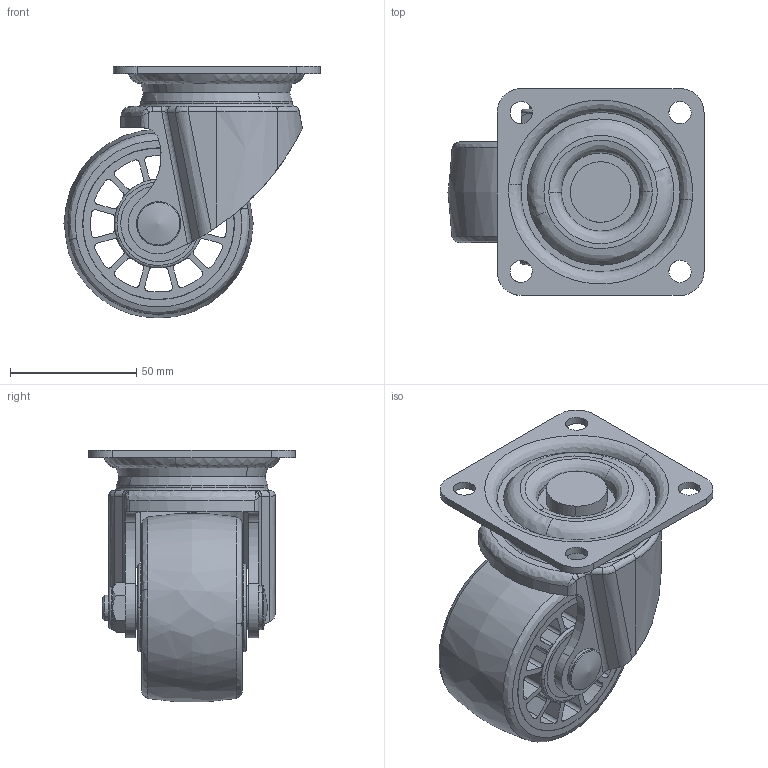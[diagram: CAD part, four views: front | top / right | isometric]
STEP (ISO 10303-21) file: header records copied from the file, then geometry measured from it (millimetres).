
FILE_DESCRIPTION((''),'2;1');
FILE_NAME('','2007-04-02T16:34:16',(''),(''),'','CADfix','');
FILE_SCHEMA(('AUTOMOTIVE_DESIGN { 1 0 10303 214 1 1 1 1 }'));
Length unit declared in the file: millimetre
Bounding box: 101.5 x 82 x 99.83 mm (x, y, z)
Volume: 228380.1 mm3; surface area: 83137.8 mm2
Topology: 7 solids, 7 shells, 335 faces, 1184 edges, 866 vertices
Faces by surface type: bspline 335
Entity records: 19205 total; most frequent: CARTESIAN_POINT 12301, ORIENTED_EDGE 2364, EDGE_CURVE 1182, VERTEX_POINT 866, B_SPLINE_CURVE_WITH_KNOTS 814, EDGE_LOOP 386, QUASI_UNIFORM_CURVE 356, FACE_OUTER_BOUND 335
